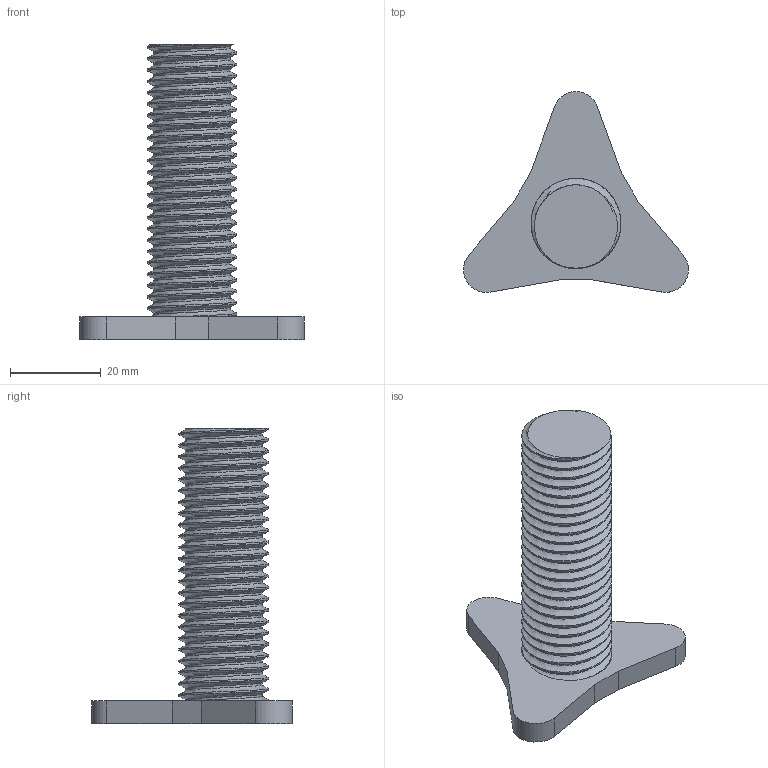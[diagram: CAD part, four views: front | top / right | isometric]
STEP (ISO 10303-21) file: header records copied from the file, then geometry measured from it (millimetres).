
FILE_DESCRIPTION(/* description */ (''),/* implementation_level */ '2;1');
FILE_NAME(/* name */ 'hand screw v1.step',/* time_stamp */ '2023-12-15T18:50:10+05:30',/* author */ (''),/* organization */ (''),/* preprocessor_version */ 'ST-DEVELOPER v20',/* originating_system */ 'Autodesk Translation Framework v12.14.0.127',/* authorisation */ '');
FILE_SCHEMA (('AUTOMOTIVE_DESIGN { 1 0 10303 214 3 1 1 }'));
Length unit declared in the file: millimetre
Products named in the file (1): hand screw
Bounding box: 49.53 x 44.24 x 65 mm (x, y, z)
Volume: 21606.2 mm3; surface area: 8804.6 mm2
Topology: 1 solids, 1 shells, 67 faces, 192 edges, 128 vertices
Faces by surface type: cylinder 53, plane 12, bspline 2
Full cylindrical faces by diameter (mm): 16.938 x23, 19.791 x23
Entity records: 7639 total; most frequent: CARTESIAN_POINT 6052, ORIENTED_EDGE 384, DIRECTION 230, EDGE_CURVE 192, VERTEX_POINT 128, B_SPLINE_CURVE_WITH_KNOTS 104, LINE 78, VECTOR 78
